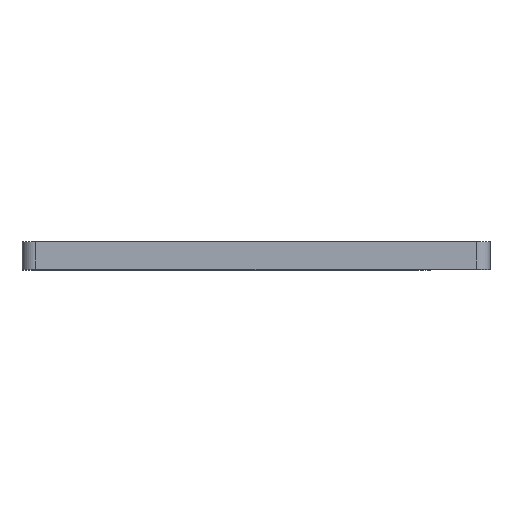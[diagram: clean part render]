
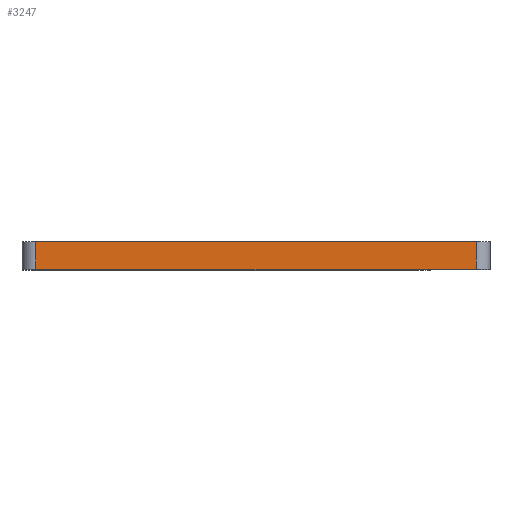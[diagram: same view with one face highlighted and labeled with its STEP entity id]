
A CAD part, top view. The second image highlights one B-rep face of the part: STEP entity #3247.
In plain terms, the highlighted planar face has unit normal (0, 0, 1).
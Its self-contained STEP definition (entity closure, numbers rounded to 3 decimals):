
#375=PLANE('',#3413);
#550=FACE_OUTER_BOUND('',#747,.T.);
#747=EDGE_LOOP('',(#3041,#3042,#3043,#3044));
#753=LINE('',#3964,#988);
#940=LINE('',#6654,#1175);
#943=LINE('',#6662,#1178);
#950=LINE('',#6684,#1185);
#988=VECTOR('',#3433,10.);
#1175=VECTOR('',#3808,10.);
#1178=VECTOR('',#3817,10.);
#1185=VECTOR('',#3838,10.);
#1280=VERTEX_POINT('',#3960);
#1282=VERTEX_POINT('',#3963);
#1567=VERTEX_POINT('',#6652);
#1569=VERTEX_POINT('',#6661);
#1604=EDGE_CURVE('',#1280,#1282,#753,.T.);
#2021=EDGE_CURVE('',#1567,#1280,#940,.T.);
#2024=EDGE_CURVE('',#1282,#1569,#943,.T.);
#2036=EDGE_CURVE('',#1567,#1569,#950,.T.);
#3041=ORIENTED_EDGE('',*,*,#2021,.F.);
#3042=ORIENTED_EDGE('',*,*,#2036,.T.);
#3043=ORIENTED_EDGE('',*,*,#2024,.F.);
#3044=ORIENTED_EDGE('',*,*,#1604,.F.);
#3247=ADVANCED_FACE('',(#550),#375,.T.);
#3413=AXIS2_PLACEMENT_3D('',#6770,#3941,#3942);
#3433=DIRECTION('',(1.,0.,0.));
#3808=DIRECTION('',(0.,1.,0.));
#3817=DIRECTION('',(0.,-1.,0.));
#3838=DIRECTION('',(1.,0.,0.));
#3941=DIRECTION('center_axis',(0.,0.,1.));
#3942=DIRECTION('ref_axis',(1.,0.,0.));
#3960=CARTESIAN_POINT('',(-24.,3.,37.5));
#3963=CARTESIAN_POINT('',(24.,3.,37.5));
#3964=CARTESIAN_POINT('',(-25.5,3.,37.5));
#6652=CARTESIAN_POINT('',(-24.,0.,37.5));
#6654=CARTESIAN_POINT('',(-24.,0.,37.5));
#6661=CARTESIAN_POINT('',(24.,0.,37.5));
#6662=CARTESIAN_POINT('',(24.,0.,37.5));
#6684=CARTESIAN_POINT('',(-25.5,0.,37.5));
#6770=CARTESIAN_POINT('Origin',(-25.5,0.,37.5));
